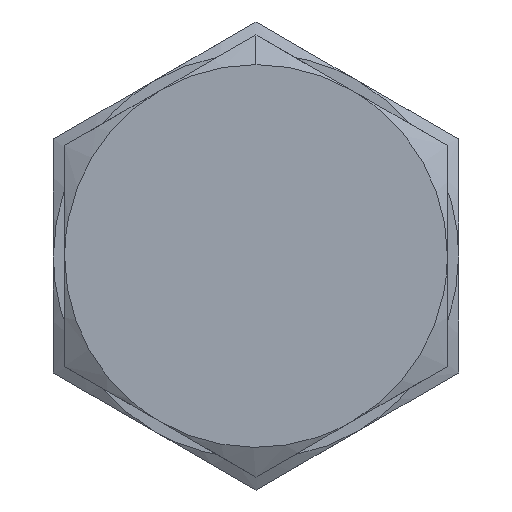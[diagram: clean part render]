
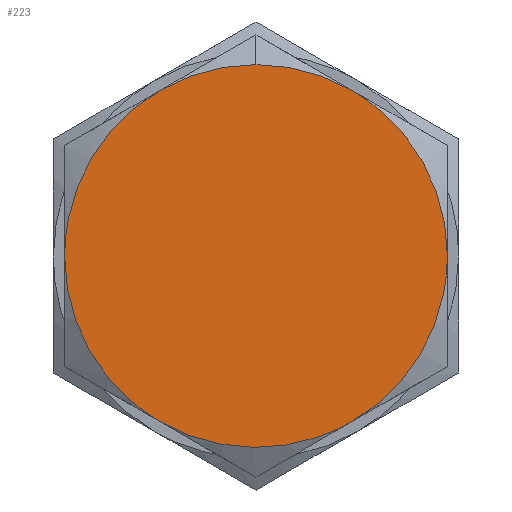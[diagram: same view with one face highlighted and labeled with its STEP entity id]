
A CAD part, front view. The second image highlights one B-rep face of the part: STEP entity #223.
In plain terms, the highlighted free-form (B-spline) face has degree [1, 1] with [2, 2] control points.
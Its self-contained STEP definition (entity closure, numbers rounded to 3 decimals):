
#57 = CARTESIAN_POINT ( 'NONE',  ( 8.5, 0.5, 0. ) ) ;
#79 = CARTESIAN_POINT ( 'NONE',  ( -8.5, 0.5, 0. ) ) ;
#150 = VERTEX_POINT ( 'NONE', #57 ) ;
#223 = ADVANCED_FACE ( 'NONE', ( #1463 ), #1663, .T. ) ;
#252 = CARTESIAN_POINT ( 'NONE',  ( -6.99, 0.5, 4.893 ) ) ;
#254 = CARTESIAN_POINT ( 'NONE',  ( 0., 0.5, 8.5 ) ) ;
#270 = CARTESIAN_POINT ( 'NONE',  ( -0.743, 0.5, 8.5 ) ) ;
#291 = CARTESIAN_POINT ( 'NONE',  ( -1.482, 0.5, 8.403 ) ) ;
#295 = CARTESIAN_POINT ( 'NONE',  ( -6.536, 0.5, -5.485 ) ) ;
#300 = CARTESIAN_POINT ( 'NONE',  ( 0., 0.5, 8.5 ) ) ;
#308 = CARTESIAN_POINT ( 'NONE',  ( -1.482, 0.5, -8.403 ) ) ;
#325 = EDGE_CURVE ( 'NONE', #150, #2250, #621, .T. ) ;
#357 = CARTESIAN_POINT ( 'NONE',  ( -8.5, 0.5, 0. ) ) ;
#396 = CARTESIAN_POINT ( 'NONE',  ( 8.018, 0.5, 2.917 ) ) ;
#482 = B_SPLINE_CURVE_WITH_KNOTS ( 'NONE', 3,
 ( #254, #270, #291, #874, #1970, #1926 ),
 .UNSPECIFIED., .F., .F.,
 ( 4, 2, 4 ),
 ( 0., 0.262, 0.524 ),
 .UNSPECIFIED. ) ;
#510 = CARTESIAN_POINT ( 'NONE',  ( 1.482, 0.5, -8.403 ) ) ;
#537 = B_SPLINE_CURVE_WITH_KNOTS ( 'NONE', 3,
 ( #79, #1527, #2150, #1517, #2550, #650, #295, #2160, #1735, #2141 ),
 .UNSPECIFIED., .F., .F.,
 ( 4, 2, 2, 2, 4 ),
 ( 0., 0.262, 0.524, 0.785, 1.047 ),
 .UNSPECIFIED. ) ;
#545 = CARTESIAN_POINT ( 'NONE',  ( 8.602, 0.5, -8.602 ) ) ;
#553 = CARTESIAN_POINT ( 'NONE',  ( 4.25, 0.5, 7.361 ) ) ;
#555 = CARTESIAN_POINT ( 'NONE',  ( -6.536, 0.5, 5.485 ) ) ;
#577 = ORIENTED_EDGE ( 'NONE', *, *, #592, .T. ) ;
#592 = EDGE_CURVE ( 'NONE', #992, #2017, #1657, .T. ) ;
#599 = CARTESIAN_POINT ( 'NONE',  ( 6.536, 0.5, 5.485 ) ) ;
#621 = B_SPLINE_CURVE_WITH_KNOTS ( 'NONE', 3,
 ( #955, #2262, #1653, #396, #1854, #1013, #599, #2704, #1636, #1423 ),
 .UNSPECIFIED., .F., .F.,
 ( 4, 2, 2, 2, 4 ),
 ( 0., 0.262, 0.524, 0.785, 1.047 ),
 .UNSPECIFIED. ) ;
#650 = CARTESIAN_POINT ( 'NONE',  ( -6.99, 0.5, -4.893 ) ) ;
#673 = CARTESIAN_POINT ( 'NONE',  ( -4.25, 0.5, 7.361 ) ) ;
#717 = CARTESIAN_POINT ( 'NONE',  ( -4.25, 0.5, -7.361 ) ) ;
#794 = VERTEX_POINT ( 'NONE', #823 ) ;
#823 = CARTESIAN_POINT ( 'NONE',  ( -8.5, 0.5, 0. ) ) ;
#828 = EDGE_LOOP ( 'NONE', ( #577, #2664, #1251, #1345, #2404, #2178, #1302 ) ) ;
#874 = CARTESIAN_POINT ( 'NONE',  ( -2.917, 0.5, 8.018 ) ) ;
#918 = CARTESIAN_POINT ( 'NONE',  ( -3.607, 0.5, -7.733 ) ) ;
#955 = CARTESIAN_POINT ( 'NONE',  ( 8.5, 0.5, 0. ) ) ;
#978 = CARTESIAN_POINT ( 'NONE',  ( -5.485, 0.5, 6.536 ) ) ;
#979 = CARTESIAN_POINT ( 'NONE',  ( -8.5, 0.5, 0.743 ) ) ;
#992 = VERTEX_POINT ( 'NONE', #2430 ) ;
#1013 = CARTESIAN_POINT ( 'NONE',  ( 6.99, 0.5, 4.893 ) ) ;
#1056 = B_SPLINE_CURVE_WITH_KNOTS ( 'NONE', 3,
 ( #1510, #2653, #978, #555, #252, #2689, #1831, #1604, #979, #357 ),
 .UNSPECIFIED., .F., .F.,
 ( 4, 2, 2, 2, 4 ),
 ( 0., 0.262, 0.524, 0.785, 1.047 ),
 .UNSPECIFIED. ) ;
#1100 = CARTESIAN_POINT ( 'NONE',  ( 4.25, 0.5, 7.361 ) ) ;
#1108 = B_SPLINE_CURVE_WITH_KNOTS ( 'NONE', 3,
 ( #1411, #1608, #1617, #1803, #1601, #2441, #1193, #2652, #2037, #1810 ),
 .UNSPECIFIED., .F., .F.,
 ( 4, 2, 2, 2, 4 ),
 ( 0., 0.262, 0.524, 0.785, 1.047 ),
 .UNSPECIFIED. ) ;
#1109 = CARTESIAN_POINT ( 'NONE',  ( 3.607, 0.5, 7.733 ) ) ;
#1110 = EDGE_CURVE ( 'NONE', #1524, #794, #1056, .T. ) ;
#1122 = CARTESIAN_POINT ( 'NONE',  ( 0., 0.5, 8.5 ) ) ;
#1136 = CARTESIAN_POINT ( 'NONE',  ( -0.743, 0.5, -8.5 ) ) ;
#1193 = CARTESIAN_POINT ( 'NONE',  ( 8.018, 0.5, -2.917 ) ) ;
#1251 = ORIENTED_EDGE ( 'NONE', *, *, #325, .T. ) ;
#1302 = ORIENTED_EDGE ( 'NONE', *, *, #1535, .T. ) ;
#1309 = CARTESIAN_POINT ( 'NONE',  ( 1.482, 0.5, 8.403 ) ) ;
#1337 = CARTESIAN_POINT ( 'NONE',  ( 3.607, 0.5, -7.733 ) ) ;
#1345 = ORIENTED_EDGE ( 'NONE', *, *, #1807, .T. ) ;
#1411 = CARTESIAN_POINT ( 'NONE',  ( 4.25, 0.5, -7.361 ) ) ;
#1423 = CARTESIAN_POINT ( 'NONE',  ( 4.25, 0.5, 7.361 ) ) ;
#1463 = FACE_OUTER_BOUND ( 'NONE', #828, .T. ) ;
#1510 = CARTESIAN_POINT ( 'NONE',  ( -4.25, 0.5, 7.361 ) ) ;
#1517 = CARTESIAN_POINT ( 'NONE',  ( -8.018, 0.5, -2.917 ) ) ;
#1524 = VERTEX_POINT ( 'NONE', #673 ) ;
#1525 = CARTESIAN_POINT ( 'NONE',  ( 0.743, 0.5, 8.5 ) ) ;
#1527 = CARTESIAN_POINT ( 'NONE',  ( -8.5, 0.5, -0.743 ) ) ;
#1535 = EDGE_CURVE ( 'NONE', #794, #992, #537, .T. ) ;
#1549 = CARTESIAN_POINT ( 'NONE',  ( 0.743, 0.5, -8.5 ) ) ;
#1576 = CARTESIAN_POINT ( 'NONE',  ( -8.602, 0.5, -8.602 ) ) ;
#1601 = CARTESIAN_POINT ( 'NONE',  ( 6.99, 0.5, -4.893 ) ) ;
#1604 = CARTESIAN_POINT ( 'NONE',  ( -8.403, 0.5, 1.482 ) ) ;
#1608 = CARTESIAN_POINT ( 'NONE',  ( 4.893, 0.5, -6.99 ) ) ;
#1612 = VERTEX_POINT ( 'NONE', #1122 ) ;
#1617 = CARTESIAN_POINT ( 'NONE',  ( 5.485, 0.5, -6.536 ) ) ;
#1636 = CARTESIAN_POINT ( 'NONE',  ( 4.893, 0.5, 6.99 ) ) ;
#1653 = CARTESIAN_POINT ( 'NONE',  ( 8.403, 0.5, 1.482 ) ) ;
#1657 = B_SPLINE_CURVE_WITH_KNOTS ( 'NONE', 3,
 ( #717, #918, #1759, #308, #1136, #1549, #510, #2180, #1337, #2390 ),
 .UNSPECIFIED., .F., .F.,
 ( 4, 2, 2, 2, 4 ),
 ( 0., 0.262, 0.524, 0.785, 1.047 ),
 .UNSPECIFIED. ) ;
#1663 = B_SPLINE_SURFACE_WITH_KNOTS ( 'NONE', 1, 1, ( 
 ( #1819, #2031 ),
 ( #1576, #545 ) ),
 .UNSPECIFIED., .F., .F., .F.,
 ( 2, 2 ),
 ( 2, 2 ),
 ( 0., 1. ),
 ( 0., 1. ),
 .UNSPECIFIED. ) ;
#1735 = CARTESIAN_POINT ( 'NONE',  ( -4.893, 0.5, -6.99 ) ) ;
#1759 = CARTESIAN_POINT ( 'NONE',  ( -2.917, 0.5, -8.018 ) ) ;
#1803 = CARTESIAN_POINT ( 'NONE',  ( 6.536, 0.5, -5.485 ) ) ;
#1807 = EDGE_CURVE ( 'NONE', #2250, #1612, #1918, .T. ) ;
#1810 = CARTESIAN_POINT ( 'NONE',  ( 8.5, 0.5, 0. ) ) ;
#1819 = CARTESIAN_POINT ( 'NONE',  ( -8.602, 0.5, 8.602 ) ) ;
#1831 = CARTESIAN_POINT ( 'NONE',  ( -8.018, 0.5, 2.917 ) ) ;
#1854 = CARTESIAN_POINT ( 'NONE',  ( 7.733, 0.5, 3.607 ) ) ;
#1918 = B_SPLINE_CURVE_WITH_KNOTS ( 'NONE', 3,
 ( #1100, #1109, #1969, #1309, #1525, #300 ),
 .UNSPECIFIED., .F., .F.,
 ( 4, 2, 4 ),
 ( 0., 0.262, 0.524 ),
 .UNSPECIFIED. ) ;
#1926 = CARTESIAN_POINT ( 'NONE',  ( -4.25, 0.5, 7.361 ) ) ;
#1969 = CARTESIAN_POINT ( 'NONE',  ( 2.917, 0.5, 8.018 ) ) ;
#1970 = CARTESIAN_POINT ( 'NONE',  ( -3.607, 0.5, 7.733 ) ) ;
#2017 = VERTEX_POINT ( 'NONE', #2260 ) ;
#2031 = CARTESIAN_POINT ( 'NONE',  ( 8.602, 0.5, 8.602 ) ) ;
#2037 = CARTESIAN_POINT ( 'NONE',  ( 8.5, 0.5, -0.743 ) ) ;
#2141 = CARTESIAN_POINT ( 'NONE',  ( -4.25, 0.5, -7.361 ) ) ;
#2150 = CARTESIAN_POINT ( 'NONE',  ( -8.403, 0.5, -1.482 ) ) ;
#2160 = CARTESIAN_POINT ( 'NONE',  ( -5.485, 0.5, -6.536 ) ) ;
#2178 = ORIENTED_EDGE ( 'NONE', *, *, #1110, .T. ) ;
#2180 = CARTESIAN_POINT ( 'NONE',  ( 2.917, 0.5, -8.018 ) ) ;
#2250 = VERTEX_POINT ( 'NONE', #553 ) ;
#2260 = CARTESIAN_POINT ( 'NONE',  ( 4.25, 0.5, -7.361 ) ) ;
#2262 = CARTESIAN_POINT ( 'NONE',  ( 8.5, 0.5, 0.743 ) ) ;
#2271 = EDGE_CURVE ( 'NONE', #2017, #150, #1108, .T. ) ;
#2390 = CARTESIAN_POINT ( 'NONE',  ( 4.25, 0.5, -7.361 ) ) ;
#2404 = ORIENTED_EDGE ( 'NONE', *, *, #2650, .T. ) ;
#2430 = CARTESIAN_POINT ( 'NONE',  ( -4.25, 0.5, -7.361 ) ) ;
#2441 = CARTESIAN_POINT ( 'NONE',  ( 7.733, 0.5, -3.607 ) ) ;
#2550 = CARTESIAN_POINT ( 'NONE',  ( -7.733, 0.5, -3.607 ) ) ;
#2650 = EDGE_CURVE ( 'NONE', #1612, #1524, #482, .T. ) ;
#2652 = CARTESIAN_POINT ( 'NONE',  ( 8.403, 0.5, -1.482 ) ) ;
#2653 = CARTESIAN_POINT ( 'NONE',  ( -4.893, 0.5, 6.99 ) ) ;
#2664 = ORIENTED_EDGE ( 'NONE', *, *, #2271, .T. ) ;
#2689 = CARTESIAN_POINT ( 'NONE',  ( -7.733, 0.5, 3.607 ) ) ;
#2704 = CARTESIAN_POINT ( 'NONE',  ( 5.485, 0.5, 6.536 ) ) ;
